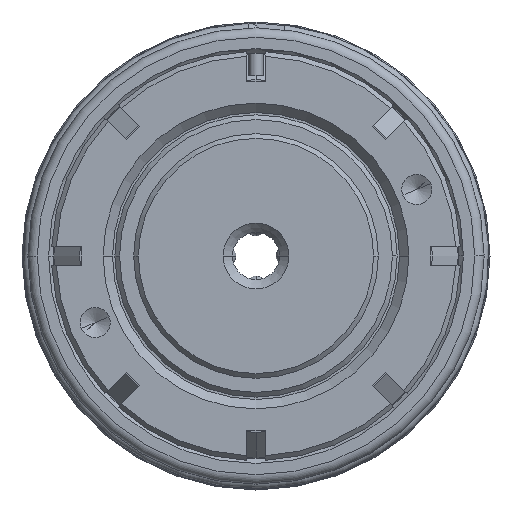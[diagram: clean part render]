
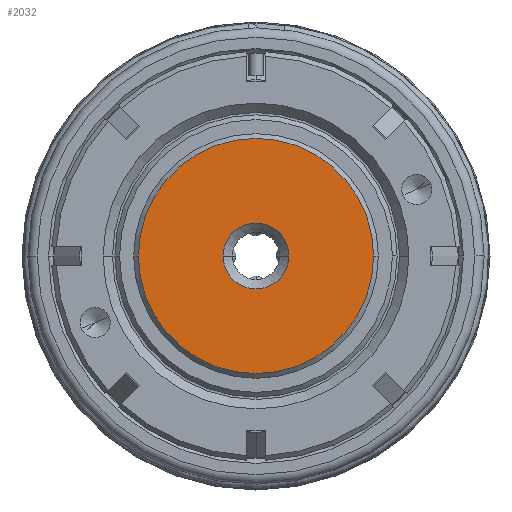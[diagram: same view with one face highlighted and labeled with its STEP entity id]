
A CAD part, front view. The second image highlights one B-rep face of the part: STEP entity #2032.
In plain terms, the highlighted planar face has unit normal (0, -1, 0).
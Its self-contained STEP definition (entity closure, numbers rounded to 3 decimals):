
#431=CARTESIAN_POINT('',(0.,-24.,0.));
#432=DIRECTION('',(0.,-1.,0.));
#433=DIRECTION('',(1.,0.,0.));
#434=AXIS2_PLACEMENT_3D('',#431,#432,#433);
#445=CARTESIAN_POINT('',(0.,-24.,0.));
#446=DIRECTION('',(0.,1.,0.));
#447=DIRECTION('',(1.,0.,0.));
#448=AXIS2_PLACEMENT_3D('',#445,#446,#447);
#454=CARTESIAN_POINT('',(0.,-24.,0.));
#455=DIRECTION('',(0.,-1.,0.));
#456=DIRECTION('',(1.,0.,0.));
#457=AXIS2_PLACEMENT_3D('',#454,#455,#456);
#464=CARTESIAN_POINT('',(0.,-24.,0.));
#465=DIRECTION('',(0.,-1.,0.));
#466=DIRECTION('',(-1.,0.,0.));
#467=AXIS2_PLACEMENT_3D('',#464,#465,#466);
#1266=CARTESIAN_POINT('',(3.5,-24.,0.));
#1267=CARTESIAN_POINT('',(-3.5,-24.,0.));
#1268=VERTEX_POINT('',#1266);
#1269=VERTEX_POINT('',#1267);
#1302=CARTESIAN_POINT('',(12.5,-24.,0.));
#1303=CARTESIAN_POINT('',(-12.5,-24.,0.));
#1304=VERTEX_POINT('',#1302);
#1305=VERTEX_POINT('',#1303);
#2017=CARTESIAN_POINT('',(0.,-24.,0.));
#2018=DIRECTION('',(0.,-1.,0.));
#2019=DIRECTION('',(-1.,0.,0.));
#2020=AXIS2_PLACEMENT_3D('',#2017,#2018,#2019);
#2021=PLANE('',#2020);
#2022=ORIENTED_EDGE('',*,*,#2011,.T.);
#2023=ORIENTED_EDGE('',*,*,#1997,.F.);
#2024=EDGE_LOOP('',(#2022,#2023));
#2025=FACE_OUTER_BOUND('',#2024,.F.);
#2027=ORIENTED_EDGE('',*,*,#2026,.T.);
#2029=ORIENTED_EDGE('',*,*,#2028,.T.);
#2030=EDGE_LOOP('',(#2027,#2029));
#2031=FACE_BOUND('',#2030,.F.);
#2032=ADVANCED_FACE('',(#2025,#2031),#2021,.T.);
#435=CIRCLE('',#434,12.5);
#449=CIRCLE('',#448,12.5);
#458=CIRCLE('',#457,3.5);
#468=CIRCLE('',#467,3.5);
#1997=EDGE_CURVE('',#1304,#1305,#435,.T.);
#2011=EDGE_CURVE('',#1304,#1305,#449,.T.);
#2026=EDGE_CURVE('',#1268,#1269,#458,.T.);
#2028=EDGE_CURVE('',#1269,#1268,#468,.T.);
